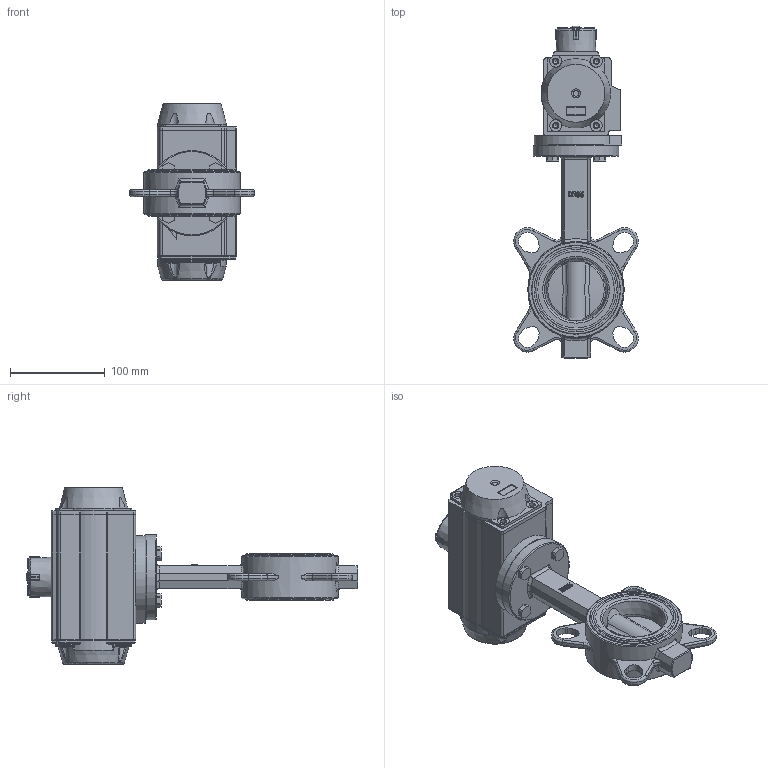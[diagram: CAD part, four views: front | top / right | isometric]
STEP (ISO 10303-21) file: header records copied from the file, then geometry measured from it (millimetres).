
FILE_DESCRIPTION(/* description */ ('Unknown'),/* implementation_level */ '2;1');
FILE_NAME(/* name */ 'PD03 5100_5110_5120-10',/* time_stamp */ '2025-03-31T13:17:03+02:00',/* author */ ('Unknown'),/* organization */ ('Unknown'),/* preprocessor_version */ 'ST-DEVELOPER v19.4',/* originating_system */ 'Solid Edge',/* authorisation */ 'Unknown');
FILE_SCHEMA (('AUTOMOTIVE_DESIGN {1 0 10303 214 3 1 1}'));
Products named in the file (20): PD03 5100_5110_5120-10; Raster DN40- DN150; WAFER-DN65; seat; DN65概极; disc; shaft1_gebohrt f黵 Thermometer; shaft2; bushing1; DIN933_M8x35; PD03_PE02; vt65-2016-06-25; Optische Anzeige; ______; ________(___________; cup head nib bolts with large head gb_GB_FASTENER_BOLT_CHNBW M6X25-N; ____65______ ______; VT65_____________MIR; zhou65; VTE65____
Assembly tree (27 placements, depth 4):
  PD03 5100_5110_5120-10
    Raster DN40- DN150
    WAFER-DN65
      seat
      DN65概极
      disc
      shaft1_gebohrt f黵 Thermometer
      shaft2
      bushing1  x2
    DIN933_M8x35  x4
    PD03_PE02
      vt65-2016-06-25
      Optische Anzeige
        ______
        ________(___________  x4
        cup head nib bolts with large head gb_GB_FASTENER_BOLT_CHNBW M6X25-N
      ____65______ ______  x2
      VT65_____________MIR
      zhou65
      VTE65____
Bounding box: 131.51 x 350.81 x 186.5 mm (x, y, z)
Volume: 1159960.4 mm3; surface area: 377807.7 mm2
Topology: 24 solids, 24 shells, 2801 faces, 7083 edges, 4437 vertices
Faces by surface type: plane 911, cylinder 855, bspline 536, torus 324, cone 142, sphere 33
Full cylindrical faces by diameter (mm): 3 x16, 3.3 x8, 4.134 x8, 4.2 x1, 4.66 x1, 4.917 x15, 5 x2, 6 x1, 6.2 x1, 6.5 x4, 6.647 x4, 6.8 x8, 8 x6, 10 x13, 11 x1, 11.4 x1, 11.445 x2, 12 x1, 12.5 x2, 12.6 x5, 12.75 x1, 12.83 x2, 12.9 x1, 13 x2, 14 x5, 15 x1, 16.2 x18, 17 x2, 17.45 x2, 17.53 x2
Entity records: 83840 total; most frequent: CARTESIAN_POINT 34341, ORIENTED_EDGE 10486, DIRECTION 9029, EDGE_CURVE 5243, VERTEX_POINT 3515, AXIS2_PLACEMENT_3D 3470, FACE_BOUND 2756, EDGE_LOOP 2734
